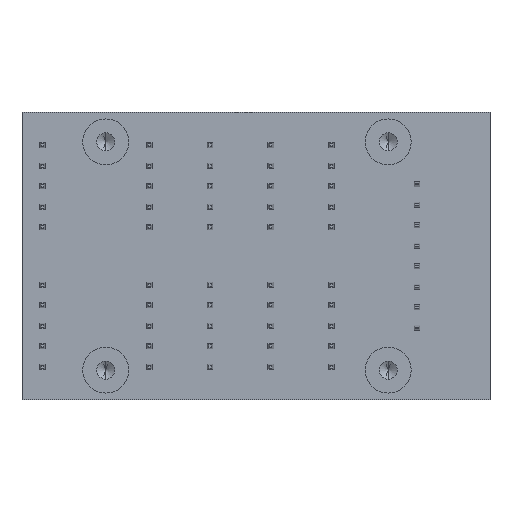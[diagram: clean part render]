
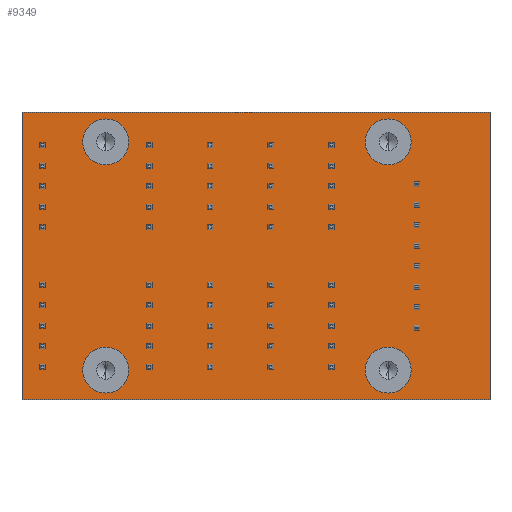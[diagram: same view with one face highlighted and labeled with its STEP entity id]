
A CAD part, front view. The second image highlights one B-rep face of the part: STEP entity #9349.
In plain terms, the highlighted planar face has unit normal (0, -1, 0).
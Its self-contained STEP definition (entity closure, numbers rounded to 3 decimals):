
#67 = DIRECTION ( 'NONE',  ( 0., -1., 0. ) ) ;
#119 = VERTEX_POINT ( 'NONE', #9675 ) ;
#214 = AXIS2_PLACEMENT_3D ( 'NONE', #5619, #1047, #5577 ) ;
#537 = DIRECTION ( 'NONE',  ( 0., 1., 0. ) ) ;
#743 = VERTEX_POINT ( 'NONE', #3454 ) ;
#1010 = CARTESIAN_POINT ( 'NONE',  ( 14.25, 0., -8.75 ) ) ;
#1047 = DIRECTION ( 'NONE',  ( 0., 1., 0. ) ) ;
#1080 = AXIS2_PLACEMENT_3D ( 'NONE', #7991, #11549, #5247 ) ;
#1223 = VERTEX_POINT ( 'NONE', #6812 ) ;
#1233 = EDGE_CURVE ( 'NONE', #9345, #743, #9541, .T. ) ;
#1243 = DIRECTION ( 'NONE',  ( 0., 1., 0. ) ) ;
#1306 = CIRCLE ( 'NONE', #1443, 0.8 ) ;
#1340 = VERTEX_POINT ( 'NONE', #6192 ) ;
#1378 = AXIS2_PLACEMENT_3D ( 'NONE', #10706, #537, #3517 ) ;
#1443 = AXIS2_PLACEMENT_3D ( 'NONE', #9319, #1243, #5692 ) ;
#1466 = VERTEX_POINT ( 'NONE', #1010 ) ;
#1467 = CARTESIAN_POINT ( 'NONE',  ( -9.15, 0., 6.15 ) ) ;
#1528 = CARTESIAN_POINT ( 'NONE',  ( -14.25, 0., 8.75 ) ) ;
#1560 = EDGE_LOOP ( 'NONE', ( #10271, #9055, #7111, #9927 ) ) ;
#1826 = DIRECTION ( 'NONE',  ( 0., 1., 0. ) ) ;
#1849 = DIRECTION ( 'NONE',  ( -1., 0., 0. ) ) ;
#2008 = ORIENTED_EDGE ( 'NONE', *, *, #6208, .T. ) ;
#2160 = CARTESIAN_POINT ( 'NONE',  ( -14.25, 0., 8.75 ) ) ;
#2226 = VERTEX_POINT ( 'NONE', #7026 ) ;
#2330 = VECTOR ( 'NONE', #4789, 1000. ) ;
#2683 = EDGE_LOOP ( 'NONE', ( #10194, #4371 ) ) ;
#2874 = EDGE_CURVE ( 'NONE', #5816, #119, #4267, .T. ) ;
#2949 = FACE_BOUND ( 'NONE', #8042, .T. ) ;
#3120 = DIRECTION ( 'NONE',  ( 0., 0., -1. ) ) ;
#3188 = VECTOR ( 'NONE', #11252, 1000. ) ;
#3222 = EDGE_CURVE ( 'NONE', #1340, #5222, #1306, .T. ) ;
#3285 = CIRCLE ( 'NONE', #8296, 0.8 ) ;
#3381 = CARTESIAN_POINT ( 'NONE',  ( -9.15, 0., -7.75 ) ) ;
#3454 = CARTESIAN_POINT ( 'NONE',  ( 14.25, 0., 8.75 ) ) ;
#3517 = DIRECTION ( 'NONE',  ( 0., 0., 1. ) ) ;
#4267 = CIRCLE ( 'NONE', #1080, 0.8 ) ;
#4348 = EDGE_CURVE ( 'NONE', #1466, #2226, #7008, .T. ) ;
#4371 = ORIENTED_EDGE ( 'NONE', *, *, #4769, .T. ) ;
#4639 = FACE_OUTER_BOUND ( 'NONE', #1560, .T. ) ;
#4648 = EDGE_CURVE ( 'NONE', #743, #1466, #4747, .T. ) ;
#4747 = LINE ( 'NONE', #7586, #10386 ) ;
#4769 = EDGE_CURVE ( 'NONE', #9634, #5328, #11089, .T. ) ;
#4789 = DIRECTION ( 'NONE',  ( 0., 0., 1. ) ) ;
#4925 = DIRECTION ( 'NONE',  ( 0., 0., 1. ) ) ;
#4960 = CARTESIAN_POINT ( 'NONE',  ( 8.05, 0., -6.95 ) ) ;
#5024 = EDGE_LOOP ( 'NONE', ( #2008, #7969 ) ) ;
#5222 = VERTEX_POINT ( 'NONE', #6993 ) ;
#5247 = DIRECTION ( 'NONE',  ( 0., 0., 1. ) ) ;
#5328 = VERTEX_POINT ( 'NONE', #3381 ) ;
#5472 = CARTESIAN_POINT ( 'NONE',  ( -9.15, 0., -6.95 ) ) ;
#5577 = DIRECTION ( 'NONE',  ( 0., 0., 1. ) ) ;
#5596 = AXIS2_PLACEMENT_3D ( 'NONE', #6112, #8825, #7912 ) ;
#5619 = CARTESIAN_POINT ( 'NONE',  ( -9.15, 0., 6.95 ) ) ;
#5692 = DIRECTION ( 'NONE',  ( 0., 0., 1. ) ) ;
#5815 = ORIENTED_EDGE ( 'NONE', *, *, #10574, .T. ) ;
#5816 = VERTEX_POINT ( 'NONE', #10496 ) ;
#6112 = CARTESIAN_POINT ( 'NONE',  ( -9.15, 0., 6.95 ) ) ;
#6171 = LINE ( 'NONE', #2160, #2330 ) ;
#6192 = CARTESIAN_POINT ( 'NONE',  ( 8.05, 0., 6.15 ) ) ;
#6208 = EDGE_CURVE ( 'NONE', #119, #5816, #3285, .T. ) ;
#6390 = CARTESIAN_POINT ( 'NONE',  ( -14.25, 0., -8.75 ) ) ;
#6812 = CARTESIAN_POINT ( 'NONE',  ( -9.15, 0., 7.75 ) ) ;
#6993 = CARTESIAN_POINT ( 'NONE',  ( 8.05, 0., 7.75 ) ) ;
#7002 = AXIS2_PLACEMENT_3D ( 'NONE', #5472, #10096, #8170 ) ;
#7008 = LINE ( 'NONE', #6390, #8430 ) ;
#7026 = CARTESIAN_POINT ( 'NONE',  ( -14.25, 0., -8.75 ) ) ;
#7111 = ORIENTED_EDGE ( 'NONE', *, *, #10830, .F. ) ;
#7181 = CARTESIAN_POINT ( 'NONE',  ( 0., 0., 0. ) ) ;
#7332 = EDGE_CURVE ( 'NONE', #5328, #9634, #7364, .T. ) ;
#7364 = CIRCLE ( 'NONE', #7002, 0.8 ) ;
#7586 = CARTESIAN_POINT ( 'NONE',  ( 14.25, 0., 8.75 ) ) ;
#7610 = DIRECTION ( 'NONE',  ( 0., 1., 0. ) ) ;
#7643 = ORIENTED_EDGE ( 'NONE', *, *, #7935, .T. ) ;
#7912 = DIRECTION ( 'NONE',  ( 0., 0., 1. ) ) ;
#7935 = EDGE_CURVE ( 'NONE', #10310, #1223, #8745, .T. ) ;
#7969 = ORIENTED_EDGE ( 'NONE', *, *, #2874, .T. ) ;
#7991 = CARTESIAN_POINT ( 'NONE',  ( 8.05, 0., -6.95 ) ) ;
#8042 = EDGE_LOOP ( 'NONE', ( #7643, #10410 ) ) ;
#8170 = DIRECTION ( 'NONE',  ( 0., 0., 1. ) ) ;
#8184 = AXIS2_PLACEMENT_3D ( 'NONE', #9997, #1826, #9072 ) ;
#8296 = AXIS2_PLACEMENT_3D ( 'NONE', #4960, #7610, #4925 ) ;
#8430 = VECTOR ( 'NONE', #1849, 1000. ) ;
#8745 = CIRCLE ( 'NONE', #214, 0.8 ) ;
#8825 = DIRECTION ( 'NONE',  ( 0., 1., 0. ) ) ;
#8992 = PLANE ( 'NONE',  #11623 ) ;
#9055 = ORIENTED_EDGE ( 'NONE', *, *, #1233, .F. ) ;
#9061 = DIRECTION ( 'NONE',  ( 0., 0., -1. ) ) ;
#9072 = DIRECTION ( 'NONE',  ( 0., 0., 1. ) ) ;
#9293 = EDGE_CURVE ( 'NONE', #1223, #10310, #11263, .T. ) ;
#9319 = CARTESIAN_POINT ( 'NONE',  ( 8.05, 0., 6.95 ) ) ;
#9345 = VERTEX_POINT ( 'NONE', #11693 ) ;
#9349 = ADVANCED_FACE ( 'NONE', ( #9576, #2949, #4639, #11689, #10159 ), #8992, .T. ) ;
#9368 = CARTESIAN_POINT ( 'NONE',  ( -9.15, 0., -6.15 ) ) ;
#9541 = LINE ( 'NONE', #1528, #3188 ) ;
#9576 = FACE_BOUND ( 'NONE', #10084, .T. ) ;
#9634 = VERTEX_POINT ( 'NONE', #9368 ) ;
#9675 = CARTESIAN_POINT ( 'NONE',  ( 8.05, 0., -7.75 ) ) ;
#9927 = ORIENTED_EDGE ( 'NONE', *, *, #4348, .F. ) ;
#9997 = CARTESIAN_POINT ( 'NONE',  ( 8.05, 0., 6.95 ) ) ;
#10084 = EDGE_LOOP ( 'NONE', ( #11398, #5815 ) ) ;
#10096 = DIRECTION ( 'NONE',  ( 0., 1., 0. ) ) ;
#10119 = CIRCLE ( 'NONE', #8184, 0.8 ) ;
#10159 = FACE_BOUND ( 'NONE', #5024, .T. ) ;
#10194 = ORIENTED_EDGE ( 'NONE', *, *, #7332, .T. ) ;
#10271 = ORIENTED_EDGE ( 'NONE', *, *, #4648, .F. ) ;
#10310 = VERTEX_POINT ( 'NONE', #1467 ) ;
#10386 = VECTOR ( 'NONE', #3120, 1000. ) ;
#10410 = ORIENTED_EDGE ( 'NONE', *, *, #9293, .T. ) ;
#10496 = CARTESIAN_POINT ( 'NONE',  ( 8.05, 0., -6.15 ) ) ;
#10574 = EDGE_CURVE ( 'NONE', #5222, #1340, #10119, .T. ) ;
#10706 = CARTESIAN_POINT ( 'NONE',  ( -9.15, 0., -6.95 ) ) ;
#10830 = EDGE_CURVE ( 'NONE', #2226, #9345, #6171, .T. ) ;
#11089 = CIRCLE ( 'NONE', #1378, 0.8 ) ;
#11252 = DIRECTION ( 'NONE',  ( 1., 0., 0. ) ) ;
#11263 = CIRCLE ( 'NONE', #5596, 0.8 ) ;
#11398 = ORIENTED_EDGE ( 'NONE', *, *, #3222, .T. ) ;
#11549 = DIRECTION ( 'NONE',  ( 0., 1., 0. ) ) ;
#11623 = AXIS2_PLACEMENT_3D ( 'NONE', #7181, #67, #9061 ) ;
#11689 = FACE_BOUND ( 'NONE', #2683, .T. ) ;
#11693 = CARTESIAN_POINT ( 'NONE',  ( -14.25, 0., 8.75 ) ) ;
